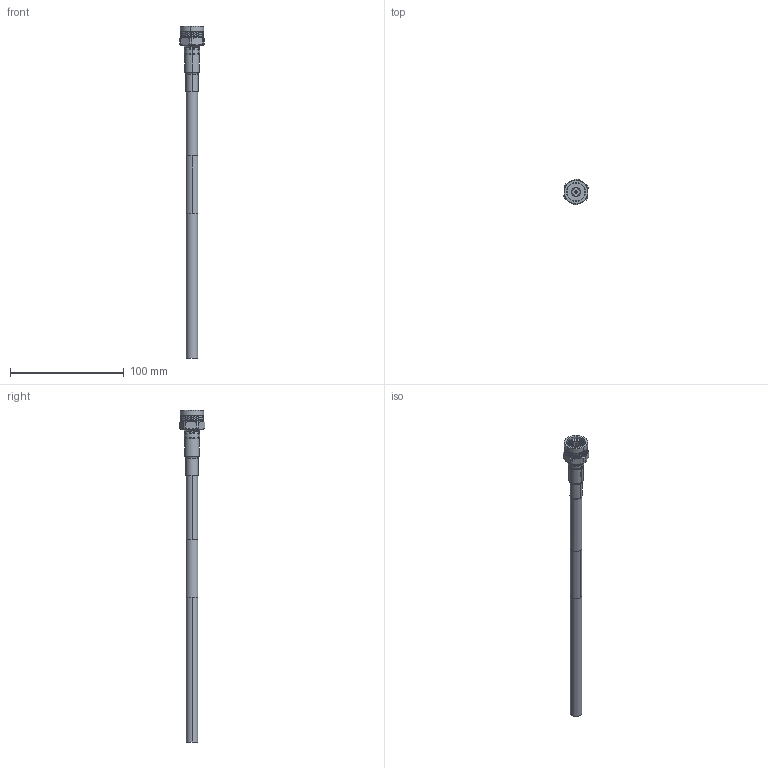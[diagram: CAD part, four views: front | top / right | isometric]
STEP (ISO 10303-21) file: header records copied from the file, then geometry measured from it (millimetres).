
FILE_DESCRIPTION (( 'STEP AP214' ), '1' );
FILE_NAME ('FMCA2291_3D.step', '2023-02-06T15:43:59', ( '' ), ( '' ), 'SwSTEP 2.0', 'SolidWorks 2022', '' );
FILE_SCHEMA (( 'AUTOMOTIVE_DESIGN' ));
Length unit declared in the file: inch
Products named in the file (4): Copy of TC-400-NMH-X^FMCA2291_默认; Part2^FMCA2291; Copy of LMR-400^FMCA2291_10-INCH LENGTH; FMCA2291_3D
Assembly tree (3 placements, depth 2):
  FMCA2291_3D
    Copy of TC-400-NMH-X^FMCA2291_默认
    Copy of LMR-400^FMCA2291_10-INCH LENGTH
    Part2^FMCA2291
Bounding box: 21.36 x 22.82 x 292 mm (x, y, z)
Volume: 27551.1 mm3; surface area: 19902.7 mm2
Topology: 5 solids, 5 shells, 2167 faces, 4784 edges, 2635 vertices
Faces by surface type: bspline 1520, cylinder 457, cone 136, plane 46, torus 8
Entity records: 77939 total; most frequent: CARTESIAN_POINT 47982, ORIENTED_EDGE 9568, EDGE_CURVE 4784, VERTEX_POINT 2635, DIRECTION 2343, EDGE_LOOP 2181, ADVANCED_FACE 2167, FACE_OUTER_BOUND 2167
